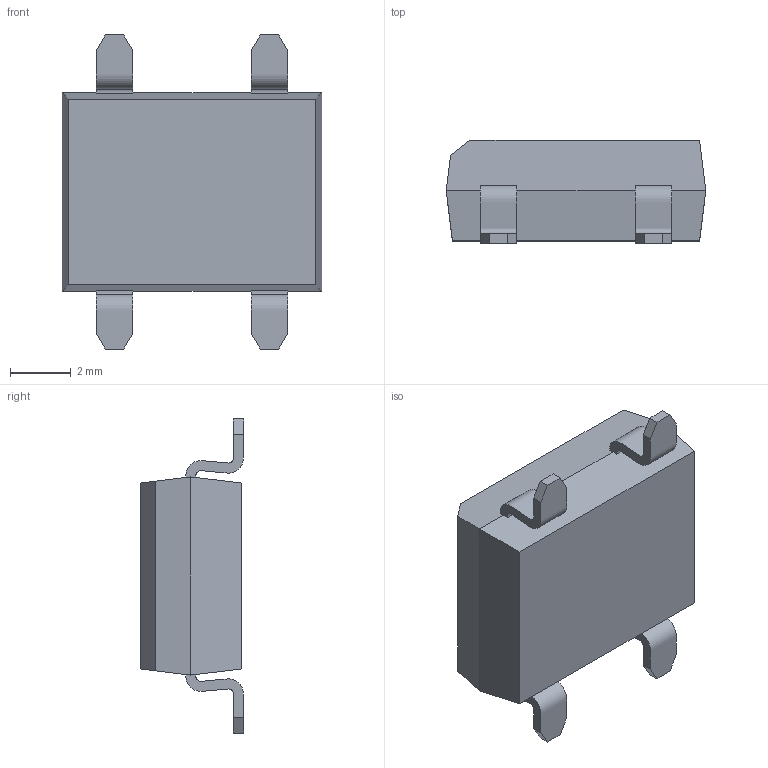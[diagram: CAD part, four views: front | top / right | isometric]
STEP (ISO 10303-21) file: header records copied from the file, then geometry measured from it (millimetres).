
FILE_DESCRIPTION (( 'STEP AP214' ), '1' );
FILE_NAME ('DFS___10.3mm__.STEP', '2023-03-04T21:37:02', ( '' ), ( '' ), 'SwSTEP 2.0', 'SolidWorks 2020', '' );
FILE_SCHEMA (( 'AUTOMOTIVE_DESIGN' ));
Length unit declared in the file: millimetre
Products named in the file (1): DFS___10.3mm__
Bounding box: 8.51 x 3.38 x 10.3 mm (x, y, z)
Volume: 176.8 mm3; surface area: 233 mm2
Topology: 1 solids, 1 shells, 390 faces, 1119 edges, 766 vertices
Faces by surface type: plane 313, bspline 77
Entity records: 19737 total; most frequent: CARTESIAN_POINT 5665, ORIENTED_EDGE 2238, DIRECTION 1609, EDGE_CURVE 1119, LINE 917, VECTOR 917, VERTEX_POINT 766, EDGE_LOOP 425
